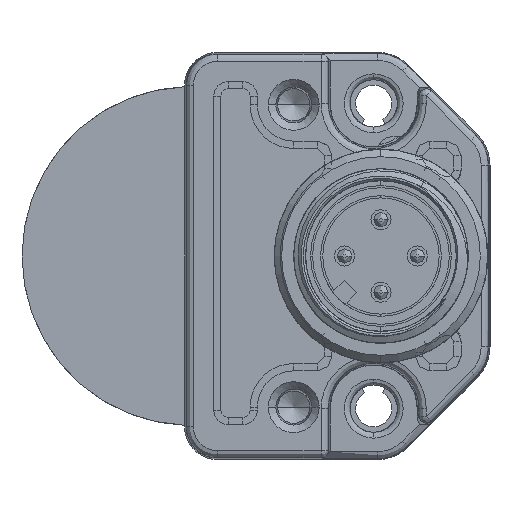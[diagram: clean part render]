
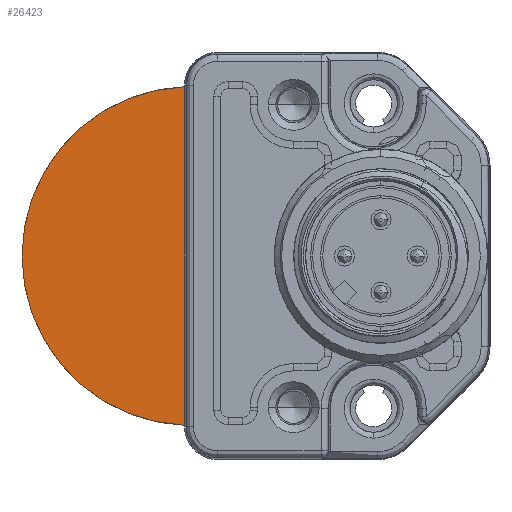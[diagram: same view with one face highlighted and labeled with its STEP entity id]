
A CAD part, left-side view. The second image highlights one B-rep face of the part: STEP entity #26423.
In plain terms, the highlighted planar face has unit normal (-1, 0, 0).
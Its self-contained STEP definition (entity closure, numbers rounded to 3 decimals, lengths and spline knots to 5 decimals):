
#997=DIRECTION('',(0.,0.,1.));
#998=VECTOR('',#997,0.91659);
#999=CARTESIAN_POINT('',(0.,0.82677,-0.4583));
#1000=LINE('',#999,#998);
#1001=CARTESIAN_POINT('',(0.,0.80846,0.));
#1002=DIRECTION('',(-1.,0.,0.));
#1003=DIRECTION('',(0.,0.04,0.999));
#1004=AXIS2_PLACEMENT_3D('',#1001,#1002,#1003);
#23268=CARTESIAN_POINT('',(0.,0.82677,-0.4583));
#23269=CARTESIAN_POINT('',(0.,0.82677,0.4583));
#23270=VERTEX_POINT('',#23268);
#23271=VERTEX_POINT('',#23269);
#26413=CARTESIAN_POINT('',(0.,0.74941,0.));
#26414=DIRECTION('',(-1.,0.,0.));
#26415=DIRECTION('',(0.,0.,1.));
#26416=AXIS2_PLACEMENT_3D('',#26413,#26414,#26415);
#26417=PLANE('',#26416);
#26419=ORIENTED_EDGE('',*,*,#26418,.F.);
#26420=ORIENTED_EDGE('',*,*,#26401,.F.);
#26421=EDGE_LOOP('',(#26419,#26420));
#26422=FACE_OUTER_BOUND('',#26421,.F.);
#26423=ADVANCED_FACE('',(#26422),#26417,.T.);
#1005=CIRCLE('',#1004,0.45866);
#26401=EDGE_CURVE('',#23271,#23270,#1005,.T.);
#26418=EDGE_CURVE('',#23270,#23271,#1000,.T.);
